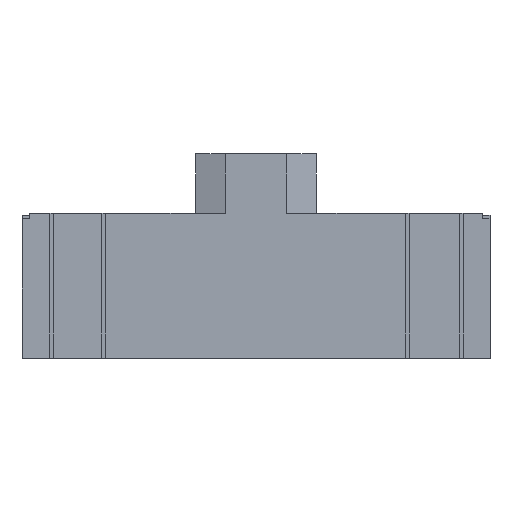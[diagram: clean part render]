
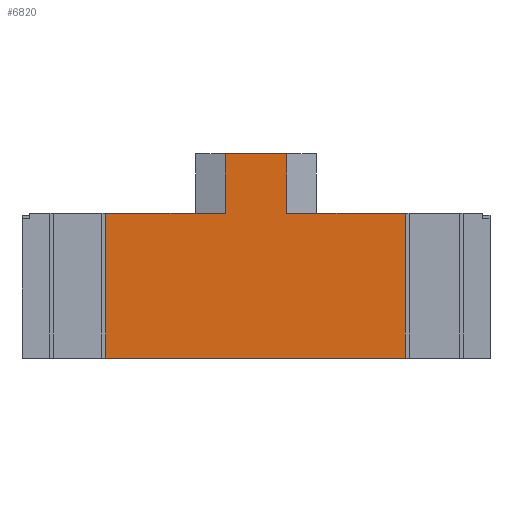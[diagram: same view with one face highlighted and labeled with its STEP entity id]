
A CAD part, front view. The second image highlights one B-rep face of the part: STEP entity #6820.
In plain terms, the highlighted planar face has unit normal (0, -1, 0).
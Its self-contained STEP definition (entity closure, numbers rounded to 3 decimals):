
#44 = PLANE('',#45);
#45 = AXIS2_PLACEMENT_3D('',#46,#47,#48);
#46 = CARTESIAN_POINT('',(-16.,32.,-5.5));
#47 = DIRECTION('',(0.,0.,1.));
#48 = DIRECTION('',(0.,-1.,0.));
#100 = PLANE('',#101);
#101 = AXIS2_PLACEMENT_3D('',#102,#103,#104);
#102 = CARTESIAN_POINT('',(-10.95,15.2,2.3));
#103 = DIRECTION('',(-0.,0.,-1.));
#104 = DIRECTION('',(0.,1.,0.));
#890 = VERTEX_POINT('',#891);
#891 = CARTESIAN_POINT('',(-8.1,-15.9,-5.5));
#905 = PLANE('',#906);
#906 = AXIS2_PLACEMENT_3D('',#907,#908,#909);
#907 = CARTESIAN_POINT('',(-8.1,-15.1,-7.7));
#908 = DIRECTION('',(-1.,0.,0.));
#909 = DIRECTION('',(0.,0.,1.));
#917 = EDGE_CURVE('',#890,#918,#920,.T.);
#918 = VERTEX_POINT('',#919);
#919 = CARTESIAN_POINT('',(8.05,-15.9,-5.5));
#920 = SURFACE_CURVE('',#921,(#925,#932),.PCURVE_S1.);
#921 = LINE('',#922,#923);
#922 = CARTESIAN_POINT('',(12.,-15.9,-5.5));
#923 = VECTOR('',#924,1.);
#924 = DIRECTION('',(1.,0.,0.));
#925 = PCURVE('',#44,#926);
#926 = DEFINITIONAL_REPRESENTATION('',(#927),#931);
#927 = LINE('',#928,#929);
#928 = CARTESIAN_POINT('',(47.9,28.));
#929 = VECTOR('',#930,1.);
#930 = DIRECTION('',(0.,1.));
#931 = ( GEOMETRIC_REPRESENTATION_CONTEXT(2) 
PARAMETRIC_REPRESENTATION_CONTEXT() REPRESENTATION_CONTEXT('2D SPACE',''
  ) );
#932 = PCURVE('',#933,#938);
#933 = PLANE('',#934);
#934 = AXIS2_PLACEMENT_3D('',#935,#936,#937);
#935 = CARTESIAN_POINT('',(8.,-15.9,-7.7));
#936 = DIRECTION('',(0.,1.,0.));
#937 = DIRECTION('',(0.,0.,1.));
#938 = DEFINITIONAL_REPRESENTATION('',(#939),#943);
#939 = LINE('',#940,#941);
#940 = CARTESIAN_POINT('',(2.2,4.));
#941 = VECTOR('',#942,1.);
#942 = DIRECTION('',(0.,1.));
#943 = ( GEOMETRIC_REPRESENTATION_CONTEXT(2) 
PARAMETRIC_REPRESENTATION_CONTEXT() REPRESENTATION_CONTEXT('2D SPACE',''
  ) );
#961 = PLANE('',#962);
#962 = AXIS2_PLACEMENT_3D('',#963,#964,#965);
#963 = CARTESIAN_POINT('',(8.05,-15.9,-7.7));
#964 = DIRECTION('',(-1.,0.,0.));
#965 = DIRECTION('',(0.,0.,1.));
#2993 = VERTEX_POINT('',#2994);
#2994 = CARTESIAN_POINT('',(8.05,-15.9,2.3));
#3015 = EDGE_CURVE('',#2993,#3016,#3018,.T.);
#3016 = VERTEX_POINT('',#3017);
#3017 = CARTESIAN_POINT('',(1.65,-15.9,2.3));
#3018 = SURFACE_CURVE('',#3019,(#3023,#3030),.PCURVE_S1.);
#3019 = LINE('',#3020,#3021);
#3020 = CARTESIAN_POINT('',(12.6,-15.9,2.3));
#3021 = VECTOR('',#3022,1.);
#3022 = DIRECTION('',(-1.,0.,0.));
#3023 = PCURVE('',#100,#3024);
#3024 = DEFINITIONAL_REPRESENTATION('',(#3025),#3029);
#3025 = LINE('',#3026,#3027);
#3026 = CARTESIAN_POINT('',(-31.1,23.55));
#3027 = VECTOR('',#3028,1.);
#3028 = DIRECTION('',(0.,-1.));
#3029 = ( GEOMETRIC_REPRESENTATION_CONTEXT(2) 
PARAMETRIC_REPRESENTATION_CONTEXT() REPRESENTATION_CONTEXT('2D SPACE',''
  ) );
#3030 = PCURVE('',#933,#3031);
#3031 = DEFINITIONAL_REPRESENTATION('',(#3032),#3036);
#3032 = LINE('',#3033,#3034);
#3033 = CARTESIAN_POINT('',(10.,4.6));
#3034 = VECTOR('',#3035,1.);
#3035 = DIRECTION('',(0.,-1.));
#3036 = ( GEOMETRIC_REPRESENTATION_CONTEXT(2) 
PARAMETRIC_REPRESENTATION_CONTEXT() REPRESENTATION_CONTEXT('2D SPACE',''
  ) );
#3054 = PLANE('',#3055);
#3055 = AXIS2_PLACEMENT_3D('',#3056,#3057,#3058);
#3056 = CARTESIAN_POINT('',(2.45,-15.667,2.3));
#3057 = DIRECTION('',(0.28,-0.96,0.));
#3058 = DIRECTION('',(0.,0.,-1.));
#5265 = PLANE('',#5266);
#5266 = AXIS2_PLACEMENT_3D('',#5267,#5268,#5269);
#5267 = CARTESIAN_POINT('',(-1.65,-16.,5.5));
#5268 = DIRECTION('',(0.,0.,1.));
#5269 = DIRECTION('',(1.,0.,-0.));
#5321 = PLANE('',#5322);
#5322 = AXIS2_PLACEMENT_3D('',#5323,#5324,#5325);
#5323 = CARTESIAN_POINT('',(-10.95,15.2,2.3));
#5324 = DIRECTION('',(-0.,0.,-1.));
#5325 = DIRECTION('',(0.,1.,0.));
#6799 = EDGE_CURVE('',#918,#2993,#6800,.T.);
#6800 = SURFACE_CURVE('',#6801,(#6805,#6812),.PCURVE_S1.);
#6801 = LINE('',#6802,#6803);
#6802 = CARTESIAN_POINT('',(8.05,-15.9,-7.7));
#6803 = VECTOR('',#6804,1.);
#6804 = DIRECTION('',(0.,0.,1.));
#6805 = PCURVE('',#961,#6806);
#6806 = DEFINITIONAL_REPRESENTATION('',(#6807),#6811);
#6807 = LINE('',#6808,#6809);
#6808 = CARTESIAN_POINT('',(0.,0.));
#6809 = VECTOR('',#6810,1.);
#6810 = DIRECTION('',(1.,0.));
#6811 = ( GEOMETRIC_REPRESENTATION_CONTEXT(2) 
PARAMETRIC_REPRESENTATION_CONTEXT() REPRESENTATION_CONTEXT('2D SPACE',''
  ) );
#6812 = PCURVE('',#933,#6813);
#6813 = DEFINITIONAL_REPRESENTATION('',(#6814),#6818);
#6814 = LINE('',#6815,#6816);
#6815 = CARTESIAN_POINT('',(0.,0.05));
#6816 = VECTOR('',#6817,1.);
#6817 = DIRECTION('',(1.,0.));
#6818 = ( GEOMETRIC_REPRESENTATION_CONTEXT(2) 
PARAMETRIC_REPRESENTATION_CONTEXT() REPRESENTATION_CONTEXT('2D SPACE',''
  ) );
#6820 = ADVANCED_FACE('',(#6821),#933,.F.);
#6821 = FACE_BOUND('',#6822,.F.);
#6822 = EDGE_LOOP('',(#6823,#6824,#6847,#6870,#6898,#6921,#6942,#6943));
#6823 = ORIENTED_EDGE('',*,*,#917,.F.);
#6824 = ORIENTED_EDGE('',*,*,#6825,.T.);
#6825 = EDGE_CURVE('',#890,#6826,#6828,.T.);
#6826 = VERTEX_POINT('',#6827);
#6827 = CARTESIAN_POINT('',(-8.1,-15.9,2.3));
#6828 = SURFACE_CURVE('',#6829,(#6833,#6840),.PCURVE_S1.);
#6829 = LINE('',#6830,#6831);
#6830 = CARTESIAN_POINT('',(-8.1,-15.9,-1.6));
#6831 = VECTOR('',#6832,1.);
#6832 = DIRECTION('',(0.,-0.,1.));
#6833 = PCURVE('',#933,#6834);
#6834 = DEFINITIONAL_REPRESENTATION('',(#6835),#6839);
#6835 = LINE('',#6836,#6837);
#6836 = CARTESIAN_POINT('',(6.1,-16.1));
#6837 = VECTOR('',#6838,1.);
#6838 = DIRECTION('',(1.,0.));
#6839 = ( GEOMETRIC_REPRESENTATION_CONTEXT(2) 
PARAMETRIC_REPRESENTATION_CONTEXT() REPRESENTATION_CONTEXT('2D SPACE',''
  ) );
#6840 = PCURVE('',#905,#6841);
#6841 = DEFINITIONAL_REPRESENTATION('',(#6842),#6846);
#6842 = LINE('',#6843,#6844);
#6843 = CARTESIAN_POINT('',(6.1,-0.8));
#6844 = VECTOR('',#6845,1.);
#6845 = DIRECTION('',(1.,0.));
#6846 = ( GEOMETRIC_REPRESENTATION_CONTEXT(2) 
PARAMETRIC_REPRESENTATION_CONTEXT() REPRESENTATION_CONTEXT('2D SPACE',''
  ) );
#6847 = ORIENTED_EDGE('',*,*,#6848,.F.);
#6848 = EDGE_CURVE('',#6849,#6826,#6851,.T.);
#6849 = VERTEX_POINT('',#6850);
#6850 = CARTESIAN_POINT('',(-1.65,-15.9,2.3));
#6851 = SURFACE_CURVE('',#6852,(#6856,#6863),.PCURVE_S1.);
#6852 = LINE('',#6853,#6854);
#6853 = CARTESIAN_POINT('',(12.6,-15.9,2.3));
#6854 = VECTOR('',#6855,1.);
#6855 = DIRECTION('',(-1.,0.,0.));
#6856 = PCURVE('',#933,#6857);
#6857 = DEFINITIONAL_REPRESENTATION('',(#6858),#6862);
#6858 = LINE('',#6859,#6860);
#6859 = CARTESIAN_POINT('',(10.,4.6));
#6860 = VECTOR('',#6861,1.);
#6861 = DIRECTION('',(0.,-1.));
#6862 = ( GEOMETRIC_REPRESENTATION_CONTEXT(2) 
PARAMETRIC_REPRESENTATION_CONTEXT() REPRESENTATION_CONTEXT('2D SPACE',''
  ) );
#6863 = PCURVE('',#5321,#6864);
#6864 = DEFINITIONAL_REPRESENTATION('',(#6865),#6869);
#6865 = LINE('',#6866,#6867);
#6866 = CARTESIAN_POINT('',(-31.1,23.55));
#6867 = VECTOR('',#6868,1.);
#6868 = DIRECTION('',(0.,-1.));
#6869 = ( GEOMETRIC_REPRESENTATION_CONTEXT(2) 
PARAMETRIC_REPRESENTATION_CONTEXT() REPRESENTATION_CONTEXT('2D SPACE',''
  ) );
#6870 = ORIENTED_EDGE('',*,*,#6871,.F.);
#6871 = EDGE_CURVE('',#6872,#6849,#6874,.T.);
#6872 = VERTEX_POINT('',#6873);
#6873 = CARTESIAN_POINT('',(-1.65,-15.9,5.5));
#6874 = SURFACE_CURVE('',#6875,(#6879,#6886),.PCURVE_S1.);
#6875 = LINE('',#6876,#6877);
#6876 = CARTESIAN_POINT('',(-1.65,-15.9,2.3));
#6877 = VECTOR('',#6878,1.);
#6878 = DIRECTION('',(0.,0.,-1.));
#6879 = PCURVE('',#933,#6880);
#6880 = DEFINITIONAL_REPRESENTATION('',(#6881),#6885);
#6881 = LINE('',#6882,#6883);
#6882 = CARTESIAN_POINT('',(10.,-9.65));
#6883 = VECTOR('',#6884,1.);
#6884 = DIRECTION('',(-1.,0.));
#6885 = ( GEOMETRIC_REPRESENTATION_CONTEXT(2) 
PARAMETRIC_REPRESENTATION_CONTEXT() REPRESENTATION_CONTEXT('2D SPACE',''
  ) );
#6886 = PCURVE('',#6887,#6892);
#6887 = PLANE('',#6888);
#6888 = AXIS2_PLACEMENT_3D('',#6889,#6890,#6891);
#6889 = CARTESIAN_POINT('',(-2.45,-15.667,2.3));
#6890 = DIRECTION('',(0.28,0.96,0.));
#6891 = DIRECTION('',(0.,0.,-1.));
#6892 = DEFINITIONAL_REPRESENTATION('',(#6893),#6897);
#6893 = LINE('',#6894,#6895);
#6894 = CARTESIAN_POINT('',(0.,-0.833));
#6895 = VECTOR('',#6896,1.);
#6896 = DIRECTION('',(1.,-0.));
#6897 = ( GEOMETRIC_REPRESENTATION_CONTEXT(2) 
PARAMETRIC_REPRESENTATION_CONTEXT() REPRESENTATION_CONTEXT('2D SPACE',''
  ) );
#6898 = ORIENTED_EDGE('',*,*,#6899,.F.);
#6899 = EDGE_CURVE('',#6900,#6872,#6902,.T.);
#6900 = VERTEX_POINT('',#6901);
#6901 = CARTESIAN_POINT('',(1.65,-15.9,5.5));
#6902 = SURFACE_CURVE('',#6903,(#6907,#6914),.PCURVE_S1.);
#6903 = LINE('',#6904,#6905);
#6904 = CARTESIAN_POINT('',(3.25,-15.9,5.5));
#6905 = VECTOR('',#6906,1.);
#6906 = DIRECTION('',(-1.,0.,0.));
#6907 = PCURVE('',#933,#6908);
#6908 = DEFINITIONAL_REPRESENTATION('',(#6909),#6913);
#6909 = LINE('',#6910,#6911);
#6910 = CARTESIAN_POINT('',(13.2,-4.75));
#6911 = VECTOR('',#6912,1.);
#6912 = DIRECTION('',(0.,-1.));
#6913 = ( GEOMETRIC_REPRESENTATION_CONTEXT(2) 
PARAMETRIC_REPRESENTATION_CONTEXT() REPRESENTATION_CONTEXT('2D SPACE',''
  ) );
#6914 = PCURVE('',#5265,#6915);
#6915 = DEFINITIONAL_REPRESENTATION('',(#6916),#6920);
#6916 = LINE('',#6917,#6918);
#6917 = CARTESIAN_POINT('',(4.9,0.1));
#6918 = VECTOR('',#6919,1.);
#6919 = DIRECTION('',(-1.,0.));
#6920 = ( GEOMETRIC_REPRESENTATION_CONTEXT(2) 
PARAMETRIC_REPRESENTATION_CONTEXT() REPRESENTATION_CONTEXT('2D SPACE',''
  ) );
#6921 = ORIENTED_EDGE('',*,*,#6922,.F.);
#6922 = EDGE_CURVE('',#3016,#6900,#6923,.T.);
#6923 = SURFACE_CURVE('',#6924,(#6928,#6935),.PCURVE_S1.);
#6924 = LINE('',#6925,#6926);
#6925 = CARTESIAN_POINT('',(1.65,-15.9,3.9));
#6926 = VECTOR('',#6927,1.);
#6927 = DIRECTION('',(-0.,0.,1.));
#6928 = PCURVE('',#933,#6929);
#6929 = DEFINITIONAL_REPRESENTATION('',(#6930),#6934);
#6930 = LINE('',#6931,#6932);
#6931 = CARTESIAN_POINT('',(11.6,-6.35));
#6932 = VECTOR('',#6933,1.);
#6933 = DIRECTION('',(1.,0.));
#6934 = ( GEOMETRIC_REPRESENTATION_CONTEXT(2) 
PARAMETRIC_REPRESENTATION_CONTEXT() REPRESENTATION_CONTEXT('2D SPACE',''
  ) );
#6935 = PCURVE('',#3054,#6936);
#6936 = DEFINITIONAL_REPRESENTATION('',(#6937),#6941);
#6937 = LINE('',#6938,#6939);
#6938 = CARTESIAN_POINT('',(-1.6,-0.833));
#6939 = VECTOR('',#6940,1.);
#6940 = DIRECTION('',(-1.,0.));
#6941 = ( GEOMETRIC_REPRESENTATION_CONTEXT(2) 
PARAMETRIC_REPRESENTATION_CONTEXT() REPRESENTATION_CONTEXT('2D SPACE',''
  ) );
#6942 = ORIENTED_EDGE('',*,*,#3015,.F.);
#6943 = ORIENTED_EDGE('',*,*,#6799,.F.);
